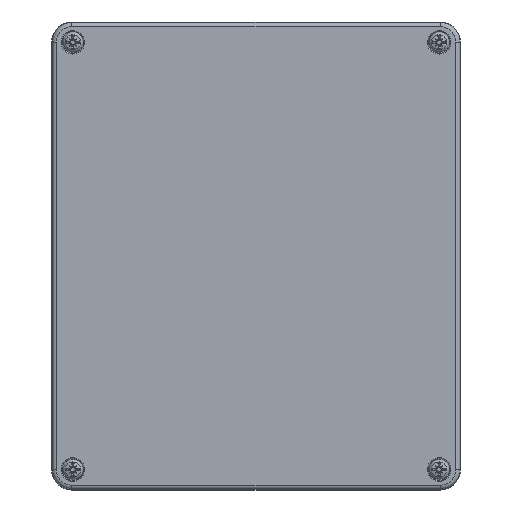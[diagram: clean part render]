
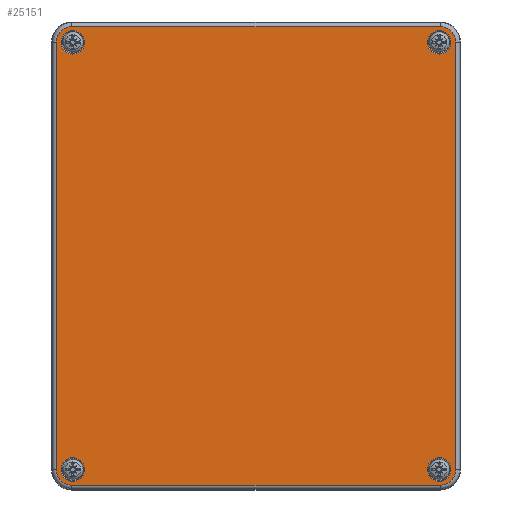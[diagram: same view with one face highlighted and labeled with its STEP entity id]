
A CAD part, top view. The second image highlights one B-rep face of the part: STEP entity #25151.
In plain terms, the highlighted face is planar.
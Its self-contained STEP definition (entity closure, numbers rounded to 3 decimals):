
#446=FACE_BOUND('',#5212,.T.);
#447=FACE_BOUND('',#5213,.T.);
#448=FACE_BOUND('',#5214,.T.);
#449=FACE_BOUND('',#5215,.T.);
#886=PLANE('',#27006);
#1523=CIRCLE('',#27004,5.795);
#1525=CIRCLE('',#27007,7.686);
#1526=CIRCLE('',#27008,7.686);
#1527=CIRCLE('',#27009,7.686);
#1528=CIRCLE('',#27010,7.686);
#1529=CIRCLE('',#27011,5.795);
#1530=CIRCLE('',#27012,5.795);
#1531=CIRCLE('',#27013,5.795);
#3568=FACE_OUTER_BOUND('',#5211,.T.);
#5211=EDGE_LOOP('',(#21115,#21116,#21117,#21118,#21119,#21120,#21121,#21122));
#5212=EDGE_LOOP('',(#21123));
#5213=EDGE_LOOP('',(#21124));
#5214=EDGE_LOOP('',(#21125));
#5215=EDGE_LOOP('',(#21126));
#7167=LINE('',#43659,#9068);
#7168=LINE('',#43663,#9069);
#7169=LINE('',#43667,#9070);
#7170=LINE('',#43670,#9071);
#9068=VECTOR('',#31828,10.);
#9069=VECTOR('',#31831,10.);
#9070=VECTOR('',#31834,10.);
#9071=VECTOR('',#31837,10.);
#11860=VERTEX_POINT('',#43651);
#11861=VERTEX_POINT('',#43655);
#11862=VERTEX_POINT('',#43656);
#11863=VERTEX_POINT('',#43658);
#11864=VERTEX_POINT('',#43660);
#11865=VERTEX_POINT('',#43662);
#11866=VERTEX_POINT('',#43664);
#11867=VERTEX_POINT('',#43666);
#11868=VERTEX_POINT('',#43668);
#11869=VERTEX_POINT('',#43671);
#11870=VERTEX_POINT('',#43673);
#11871=VERTEX_POINT('',#43675);
#15043=EDGE_CURVE('',#11860,#11860,#1523,.T.);
#15045=EDGE_CURVE('',#11861,#11862,#1525,.T.);
#15046=EDGE_CURVE('',#11863,#11861,#7167,.T.);
#15047=EDGE_CURVE('',#11864,#11863,#1526,.T.);
#15048=EDGE_CURVE('',#11865,#11864,#7168,.T.);
#15049=EDGE_CURVE('',#11866,#11865,#1527,.T.);
#15050=EDGE_CURVE('',#11867,#11866,#7169,.T.);
#15051=EDGE_CURVE('',#11868,#11867,#1528,.T.);
#15052=EDGE_CURVE('',#11862,#11868,#7170,.T.);
#15053=EDGE_CURVE('',#11869,#11869,#1529,.T.);
#15054=EDGE_CURVE('',#11870,#11870,#1530,.T.);
#15055=EDGE_CURVE('',#11871,#11871,#1531,.T.);
#21115=ORIENTED_EDGE('',*,*,#15045,.F.);
#21116=ORIENTED_EDGE('',*,*,#15046,.F.);
#21117=ORIENTED_EDGE('',*,*,#15047,.F.);
#21118=ORIENTED_EDGE('',*,*,#15048,.F.);
#21119=ORIENTED_EDGE('',*,*,#15049,.F.);
#21120=ORIENTED_EDGE('',*,*,#15050,.F.);
#21121=ORIENTED_EDGE('',*,*,#15051,.F.);
#21122=ORIENTED_EDGE('',*,*,#15052,.F.);
#21123=ORIENTED_EDGE('',*,*,#15053,.F.);
#21124=ORIENTED_EDGE('',*,*,#15054,.F.);
#21125=ORIENTED_EDGE('',*,*,#15055,.F.);
#21126=ORIENTED_EDGE('',*,*,#15043,.F.);
#25151=ADVANCED_FACE('',(#3568,#446,#447,#448,#449),#886,.F.);
#27004=AXIS2_PLACEMENT_3D('',#43652,#31820,#31821);
#27006=AXIS2_PLACEMENT_3D('',#43654,#31824,#31825);
#27007=AXIS2_PLACEMENT_3D('',#43657,#31826,#31827);
#27008=AXIS2_PLACEMENT_3D('',#43661,#31829,#31830);
#27009=AXIS2_PLACEMENT_3D('',#43665,#31832,#31833);
#27010=AXIS2_PLACEMENT_3D('',#43669,#31835,#31836);
#27011=AXIS2_PLACEMENT_3D('',#43672,#31838,#31839);
#27012=AXIS2_PLACEMENT_3D('',#43674,#31840,#31841);
#27013=AXIS2_PLACEMENT_3D('',#43676,#31842,#31843);
#31820=DIRECTION('center_axis',(0.,0.,-1.));
#31821=DIRECTION('ref_axis',(1.,0.,0.));
#31824=DIRECTION('center_axis',(0.,0.,1.));
#31825=DIRECTION('ref_axis',(1.,0.,0.));
#31826=DIRECTION('center_axis',(0.,0.,1.));
#31827=DIRECTION('ref_axis',(0.707,-0.707,0.));
#31828=DIRECTION('',(1.,0.,0.));
#31829=DIRECTION('center_axis',(0.,0.,1.));
#31830=DIRECTION('ref_axis',(-0.707,-0.707,0.));
#31831=DIRECTION('',(0.,-1.,0.));
#31832=DIRECTION('center_axis',(0.,0.,1.));
#31833=DIRECTION('ref_axis',(-0.707,0.707,0.));
#31834=DIRECTION('',(-1.,0.,0.));
#31835=DIRECTION('center_axis',(0.,0.,1.));
#31836=DIRECTION('ref_axis',(0.707,0.707,0.));
#31837=DIRECTION('',(0.,1.,0.));
#31838=DIRECTION('center_axis',(0.,0.,-1.));
#31839=DIRECTION('ref_axis',(1.,0.,0.));
#31840=DIRECTION('center_axis',(0.,0.,-1.));
#31841=DIRECTION('ref_axis',(1.,0.,0.));
#31842=DIRECTION('center_axis',(0.,0.,-1.));
#31843=DIRECTION('ref_axis',(1.,0.,0.));
#43651=CARTESIAN_POINT('',(84.205,105.,-20.));
#43652=CARTESIAN_POINT('Origin',(90.,105.,-20.));
#43654=CARTESIAN_POINT('Origin',(0.,0.,
-20.));
#43655=CARTESIAN_POINT('',(90.5,-112.686,-20.));
#43656=CARTESIAN_POINT('',(98.186,-105.,-20.));
#43657=CARTESIAN_POINT('Origin',(90.5,-105.,-20.));
#43658=CARTESIAN_POINT('',(-90.5,-112.686,-20.));
#43659=CARTESIAN_POINT('',(-45.25,-112.686,-20.));
#43660=CARTESIAN_POINT('',(-98.186,-105.,-20.));
#43661=CARTESIAN_POINT('Origin',(-90.5,-105.,-20.));
#43662=CARTESIAN_POINT('',(-98.186,105.,-20.));
#43663=CARTESIAN_POINT('',(-98.186,52.5,-20.));
#43664=CARTESIAN_POINT('',(-90.5,112.686,-20.));
#43665=CARTESIAN_POINT('Origin',(-90.5,105.,-20.));
#43666=CARTESIAN_POINT('',(90.5,112.686,-20.));
#43667=CARTESIAN_POINT('',(45.25,112.686,-20.));
#43668=CARTESIAN_POINT('',(98.186,105.,-20.));
#43669=CARTESIAN_POINT('Origin',(90.5,105.,-20.));
#43670=CARTESIAN_POINT('',(98.186,-52.5,-20.));
#43671=CARTESIAN_POINT('',(84.205,-105.,-20.));
#43672=CARTESIAN_POINT('Origin',(90.,-105.,-20.));
#43673=CARTESIAN_POINT('',(-95.795,105.,-20.));
#43674=CARTESIAN_POINT('Origin',(-90.,105.,-20.));
#43675=CARTESIAN_POINT('',(-95.795,-105.,-20.));
#43676=CARTESIAN_POINT('Origin',(-90.,-105.,-20.));
